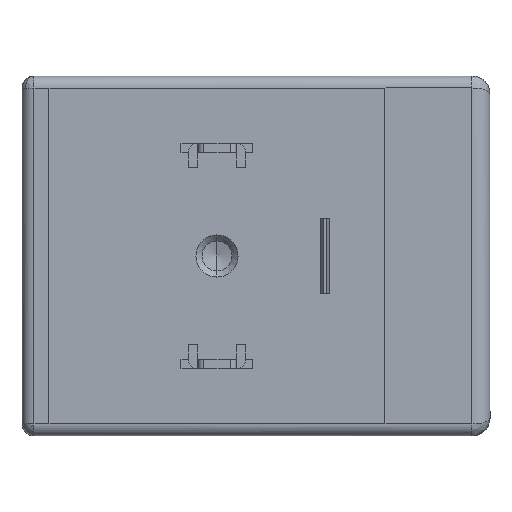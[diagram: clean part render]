
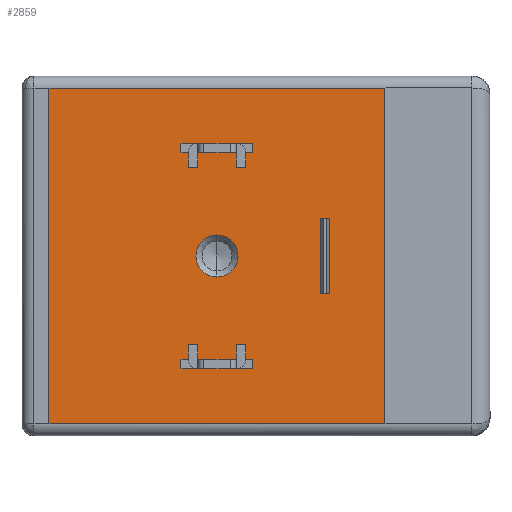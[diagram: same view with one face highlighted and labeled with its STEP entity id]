
A CAD part, left-side view. The second image highlights one B-rep face of the part: STEP entity #2859.
In plain terms, the highlighted planar face has unit normal (-1, 0, 0).
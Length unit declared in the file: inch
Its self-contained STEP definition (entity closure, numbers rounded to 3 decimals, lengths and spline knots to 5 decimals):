
#23 = VECTOR ( 'NONE', #4432, 39.37008 ) ;
#52 = CARTESIAN_POINT ( 'NONE',  ( -0.84646, 0.58071, -0.37008 ) ) ;
#59 = VERTEX_POINT ( 'NONE', #2404 ) ;
#63 = DIRECTION ( 'NONE',  ( 0., 0., -1. ) ) ;
#100 = CARTESIAN_POINT ( 'NONE',  ( -0.84646, 0.69882, -0.37008 ) ) ;
#116 = DIRECTION ( 'NONE',  ( 0., -1., 0. ) ) ;
#160 = VERTEX_POINT ( 'NONE', #2952 ) ;
#188 = DIRECTION ( 'NONE',  ( 1., 0., 0. ) ) ;
#189 = LINE ( 'NONE', #1481, #2640 ) ;
#269 = CARTESIAN_POINT ( 'NONE',  ( -0.84646, 0.58071, 0.33858 ) ) ;
#327 = VECTOR ( 'NONE', #1297, 39.37008 ) ;
#333 = LINE ( 'NONE', #3982, #23 ) ;
#336 = VECTOR ( 'NONE', #832, 39.37008 ) ;
#356 = CARTESIAN_POINT ( 'NONE',  ( -0.84646, 0.32874, 0.12402 ) ) ;
#425 = EDGE_CURVE ( 'NONE', #2407, #1055, #1548, .T. ) ;
#548 = CARTESIAN_POINT ( 'NONE',  ( -0.84646, 0.58071, -0.33858 ) ) ;
#623 = ORIENTED_EDGE ( 'NONE', *, *, #4233, .T. ) ;
#657 = LINE ( 'NONE', #1109, #4334 ) ;
#659 = EDGE_CURVE ( 'NONE', #4189, #4353, #3227, .T. ) ;
#666 = VERTEX_POINT ( 'NONE', #2693 ) ;
#678 = CARTESIAN_POINT ( 'NONE',  ( -0.84646, 1.33858, 0.55118 ) ) ;
#709 = ORIENTED_EDGE ( 'NONE', *, *, #1369, .T. ) ;
#738 = FACE_BOUND ( 'NONE', #5625, .T. ) ;
#757 = DIRECTION ( 'NONE',  ( 0., 0., 1. ) ) ;
#802 = DIRECTION ( 'NONE',  ( 0., 0., -1. ) ) ;
#816 = CARTESIAN_POINT ( 'NONE',  ( -0.84646, 0.14764, -0.55118 ) ) ;
#818 = EDGE_LOOP ( 'NONE', ( #1564, #3875, #4684, #4925 ) ) ;
#832 = DIRECTION ( 'NONE',  ( 0., 1., 0. ) ) ;
#888 = VECTOR ( 'NONE', #3388, 39.37008 ) ;
#1005 = VERTEX_POINT ( 'NONE', #4526 ) ;
#1055 = VERTEX_POINT ( 'NONE', #3265 ) ;
#1069 = ORIENTED_EDGE ( 'NONE', *, *, #4412, .T. ) ;
#1091 = LINE ( 'NONE', #4704, #3421 ) ;
#1092 = LINE ( 'NONE', #3329, #4636 ) ;
#1109 = CARTESIAN_POINT ( 'NONE',  ( -0.84646, 0.69882, -0.33858 ) ) ;
#1164 = CARTESIAN_POINT ( 'NONE',  ( -0.84646, 1.25, 0.55118 ) ) ;
#1192 = DIRECTION ( 'NONE',  ( -1., 0., 0. ) ) ;
#1215 = EDGE_CURVE ( 'NONE', #2690, #1280, #1092, .T. ) ;
#1243 = EDGE_CURVE ( 'NONE', #1055, #1005, #4917, .T. ) ;
#1245 = EDGE_LOOP ( 'NONE', ( #623, #1872, #1302, #5564 ) ) ;
#1267 = DIRECTION ( 'NONE',  ( 0., 0., 1. ) ) ;
#1280 = VERTEX_POINT ( 'NONE', #816 ) ;
#1296 = VECTOR ( 'NONE', #63, 39.37008 ) ;
#1297 = DIRECTION ( 'NONE',  ( 0., 1., 0. ) ) ;
#1302 = ORIENTED_EDGE ( 'NONE', *, *, #1215, .T. ) ;
#1323 = EDGE_CURVE ( 'NONE', #1280, #4071, #333, .T. ) ;
#1369 = EDGE_CURVE ( 'NONE', #5701, #3791, #3955, .T. ) ;
#1481 = CARTESIAN_POINT ( 'NONE',  ( -0.84646, 0.69882, 0.37008 ) ) ;
#1526 = VECTOR ( 'NONE', #1665, 39.37008 ) ;
#1548 = LINE ( 'NONE', #100, #888 ) ;
#1564 = ORIENTED_EDGE ( 'NONE', *, *, #1840, .T. ) ;
#1625 = AXIS2_PLACEMENT_3D ( 'NONE', #4311, #188, #2022 ) ;
#1665 = DIRECTION ( 'NONE',  ( 0., 0., 1. ) ) ;
#1684 = EDGE_CURVE ( 'NONE', #666, #2680, #3066, .T. ) ;
#1713 = LINE ( 'NONE', #5386, #5530 ) ;
#1728 = EDGE_LOOP ( 'NONE', ( #3824, #3261, #3711, #5066 ) ) ;
#1840 = EDGE_CURVE ( 'NONE', #5559, #2407, #1713, .T. ) ;
#1846 = EDGE_CURVE ( 'NONE', #4026, #5162, #4031, .T. ) ;
#1852 = VECTOR ( 'NONE', #4040, 39.37008 ) ;
#1872 = ORIENTED_EDGE ( 'NONE', *, *, #5298, .T. ) ;
#1909 = ORIENTED_EDGE ( 'NONE', *, *, #1684, .T. ) ;
#1929 = LINE ( 'NONE', #3352, #1296 ) ;
#1943 = CARTESIAN_POINT ( 'NONE',  ( -0.84646, 1.25, -0.55118 ) ) ;
#1969 = DIRECTION ( 'NONE',  ( 0., -1., 0. ) ) ;
#1990 = VECTOR ( 'NONE', #3392, 39.37008 ) ;
#2016 = VERTEX_POINT ( 'NONE', #1164 ) ;
#2022 = DIRECTION ( 'NONE',  ( 0., 0., 1. ) ) ;
#2053 = VECTOR ( 'NONE', #757, 39.37008 ) ;
#2094 = AXIS2_PLACEMENT_3D ( 'NONE', #2976, #1192, #3031 ) ;
#2129 = FACE_BOUND ( 'NONE', #818, .T. ) ;
#2202 = CARTESIAN_POINT ( 'NONE',  ( -0.84646, 0.69882, 0. ) ) ;
#2283 = EDGE_CURVE ( 'NONE', #4026, #59, #5867, .T. ) ;
#2404 = CARTESIAN_POINT ( 'NONE',  ( -0.84646, 0.58071, 0.37008 ) ) ;
#2407 = VERTEX_POINT ( 'NONE', #52 ) ;
#2640 = VECTOR ( 'NONE', #3838, 39.37008 ) ;
#2680 = VERTEX_POINT ( 'NONE', #5440 ) ;
#2690 = VERTEX_POINT ( 'NONE', #1943 ) ;
#2693 = CARTESIAN_POINT ( 'NONE',  ( -0.84646, 0.69882, -0.0689 ) ) ;
#2859 = ADVANCED_FACE ( 'NONE', ( #3909, #738, #5257, #2129, #5348 ), #5316, .T. ) ;
#2952 = CARTESIAN_POINT ( 'NONE',  ( -0.84646, 0.81693, 0.37008 ) ) ;
#2976 = CARTESIAN_POINT ( 'NONE',  ( -0.84646, 0.69882, 0. ) ) ;
#2989 = ORIENTED_EDGE ( 'NONE', *, *, #5217, .F. ) ;
#3031 = DIRECTION ( 'NONE',  ( 0., 0., 1. ) ) ;
#3066 = CIRCLE ( 'NONE', #1625, 0.0689 ) ;
#3157 = CARTESIAN_POINT ( 'NONE',  ( -0.84646, 0.69882, 0.33858 ) ) ;
#3227 = LINE ( 'NONE', #4094, #1852 ) ;
#3240 = EDGE_CURVE ( 'NONE', #2680, #666, #4131, .T. ) ;
#3252 = LINE ( 'NONE', #678, #4569 ) ;
#3254 = ORIENTED_EDGE ( 'NONE', *, *, #659, .T. ) ;
#3261 = ORIENTED_EDGE ( 'NONE', *, *, #4884, .T. ) ;
#3265 = CARTESIAN_POINT ( 'NONE',  ( -0.84646, 0.81693, -0.37008 ) ) ;
#3329 = CARTESIAN_POINT ( 'NONE',  ( -0.84646, 0.69882, -0.55118 ) ) ;
#3352 = CARTESIAN_POINT ( 'NONE',  ( -0.84646, 0.81693, 0.37008 ) ) ;
#3363 = LINE ( 'NONE', #5160, #1990 ) ;
#3388 = DIRECTION ( 'NONE',  ( 0., 1., 0. ) ) ;
#3392 = DIRECTION ( 'NONE',  ( 0., 1., 0. ) ) ;
#3421 = VECTOR ( 'NONE', #4254, 39.37008 ) ;
#3529 = CARTESIAN_POINT ( 'NONE',  ( -0.84646, 0.81693, 0.33858 ) ) ;
#3560 = EDGE_CURVE ( 'NONE', #1005, #5559, #657, .T. ) ;
#3711 = ORIENTED_EDGE ( 'NONE', *, *, #2283, .F. ) ;
#3772 = CARTESIAN_POINT ( 'NONE',  ( -0.84646, 0.36024, -0.12402 ) ) ;
#3791 = VERTEX_POINT ( 'NONE', #4431 ) ;
#3824 = ORIENTED_EDGE ( 'NONE', *, *, #4879, .F. ) ;
#3838 = DIRECTION ( 'NONE',  ( 0., -1., 0. ) ) ;
#3875 = ORIENTED_EDGE ( 'NONE', *, *, #425, .T. ) ;
#3909 = FACE_BOUND ( 'NONE', #5793, .T. ) ;
#3955 = LINE ( 'NONE', #4858, #1526 ) ;
#3971 = DIRECTION ( 'NONE',  ( 1., 0., 0. ) ) ;
#3982 = CARTESIAN_POINT ( 'NONE',  ( -0.84646, 0.14764, -0.68898 ) ) ;
#4005 = DIRECTION ( 'NONE',  ( 0., 0., 1. ) ) ;
#4026 = VERTEX_POINT ( 'NONE', #269 ) ;
#4031 = LINE ( 'NONE', #3157, #336 ) ;
#4040 = DIRECTION ( 'NONE',  ( 0., 0., -1. ) ) ;
#4071 = VERTEX_POINT ( 'NONE', #5756 ) ;
#4094 = CARTESIAN_POINT ( 'NONE',  ( -0.84646, 0.32874, 0. ) ) ;
#4106 = CARTESIAN_POINT ( 'NONE',  ( -0.84646, 0.32874, -0.12402 ) ) ;
#4131 = CIRCLE ( 'NONE', #4333, 0.0689 ) ;
#4189 = VERTEX_POINT ( 'NONE', #5258 ) ;
#4233 = EDGE_CURVE ( 'NONE', #4071, #2016, #3252, .T. ) ;
#4254 = DIRECTION ( 'NONE',  ( 0., 0., -1. ) ) ;
#4311 = CARTESIAN_POINT ( 'NONE',  ( -0.84646, 0.69882, 0. ) ) ;
#4333 = AXIS2_PLACEMENT_3D ( 'NONE', #2202, #3971, #4005 ) ;
#4334 = VECTOR ( 'NONE', #116, 39.37008 ) ;
#4353 = VERTEX_POINT ( 'NONE', #4106 ) ;
#4412 = EDGE_CURVE ( 'NONE', #4353, #5701, #3363, .T. ) ;
#4431 = CARTESIAN_POINT ( 'NONE',  ( -0.84646, 0.36024, 0.12402 ) ) ;
#4432 = DIRECTION ( 'NONE',  ( 0., 0., 1. ) ) ;
#4480 = CARTESIAN_POINT ( 'NONE',  ( -0.84646, 0.58071, 0.37008 ) ) ;
#4484 = LINE ( 'NONE', #356, #327 ) ;
#4526 = CARTESIAN_POINT ( 'NONE',  ( -0.84646, 0.81693, -0.33858 ) ) ;
#4569 = VECTOR ( 'NONE', #5083, 39.37008 ) ;
#4636 = VECTOR ( 'NONE', #1969, 39.37008 ) ;
#4684 = ORIENTED_EDGE ( 'NONE', *, *, #1243, .T. ) ;
#4704 = CARTESIAN_POINT ( 'NONE',  ( -0.84646, 1.25, 0. ) ) ;
#4824 = ORIENTED_EDGE ( 'NONE', *, *, #3240, .T. ) ;
#4858 = CARTESIAN_POINT ( 'NONE',  ( -0.84646, 0.36024, 0. ) ) ;
#4879 = EDGE_CURVE ( 'NONE', #160, #5162, #1929, .T. ) ;
#4884 = EDGE_CURVE ( 'NONE', #160, #59, #189, .T. ) ;
#4917 = LINE ( 'NONE', #5398, #2053 ) ;
#4925 = ORIENTED_EDGE ( 'NONE', *, *, #3560, .T. ) ;
#5066 = ORIENTED_EDGE ( 'NONE', *, *, #1846, .T. ) ;
#5083 = DIRECTION ( 'NONE',  ( 0., 1., 0. ) ) ;
#5160 = CARTESIAN_POINT ( 'NONE',  ( -0.84646, 0.32874, -0.12402 ) ) ;
#5162 = VERTEX_POINT ( 'NONE', #3529 ) ;
#5217 = EDGE_CURVE ( 'NONE', #4189, #3791, #4484, .T. ) ;
#5257 = FACE_BOUND ( 'NONE', #1728, .T. ) ;
#5258 = CARTESIAN_POINT ( 'NONE',  ( -0.84646, 0.32874, 0.12402 ) ) ;
#5298 = EDGE_CURVE ( 'NONE', #2016, #2690, #1091, .T. ) ;
#5316 = PLANE ( 'NONE',  #2094 ) ;
#5348 = FACE_OUTER_BOUND ( 'NONE', #1245, .T. ) ;
#5386 = CARTESIAN_POINT ( 'NONE',  ( -0.84646, 0.58071, -0.37008 ) ) ;
#5398 = CARTESIAN_POINT ( 'NONE',  ( -0.84646, 0.81693, -0.37008 ) ) ;
#5440 = CARTESIAN_POINT ( 'NONE',  ( -0.84646, 0.69882, 0.0689 ) ) ;
#5530 = VECTOR ( 'NONE', #802, 39.37008 ) ;
#5559 = VERTEX_POINT ( 'NONE', #548 ) ;
#5564 = ORIENTED_EDGE ( 'NONE', *, *, #1323, .T. ) ;
#5625 = EDGE_LOOP ( 'NONE', ( #3254, #1069, #709, #2989 ) ) ;
#5701 = VERTEX_POINT ( 'NONE', #3772 ) ;
#5756 = CARTESIAN_POINT ( 'NONE',  ( -0.84646, 0.14764, 0.55118 ) ) ;
#5793 = EDGE_LOOP ( 'NONE', ( #4824, #1909 ) ) ;
#5834 = VECTOR ( 'NONE', #1267, 39.37008 ) ;
#5867 = LINE ( 'NONE', #4480, #5834 ) ;
